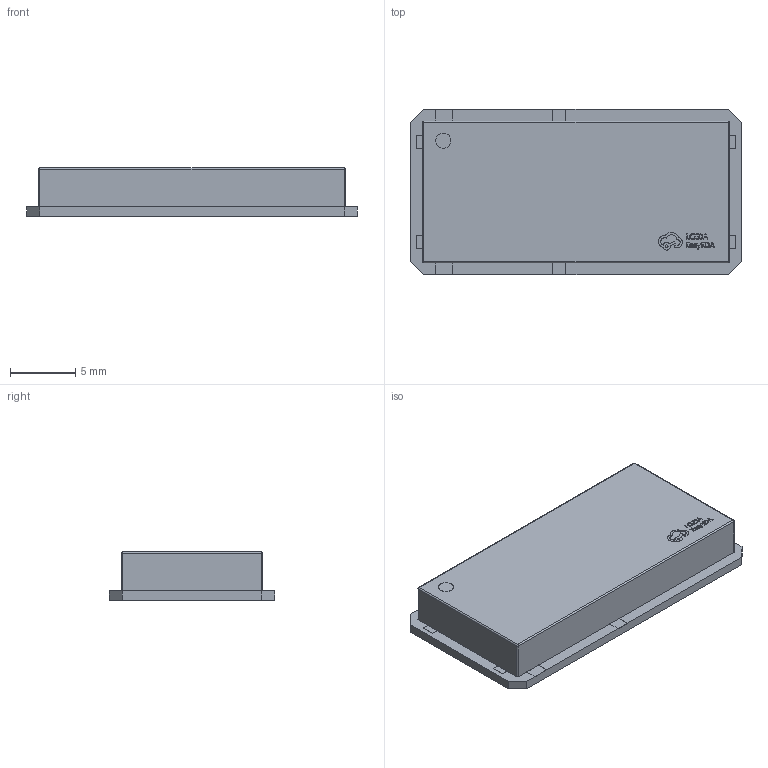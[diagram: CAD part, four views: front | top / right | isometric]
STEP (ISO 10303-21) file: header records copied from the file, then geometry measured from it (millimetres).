
FILE_DESCRIPTION (( 'STEP AP214' ), '1' );
FILE_NAME ('COMM-SMD_30P-L25.4-W12.7-P1.27_RC1180-MBUS3.STEP', '2024-05-09T00:47:05', ( 'PC' ), ( 'Microsoft' ), 'SwSTEP 2.0', 'SolidWorks 2020', '' );
FILE_SCHEMA (( 'AUTOMOTIVE_DESIGN' ));
Length unit declared in the file: millimetre
Products named in the file (1): COMM-SMD_30P-L25.4-W12.7-P1.27_RC1180-MBUS3
Bounding box: 25.4 x 12.7 x 3.72 mm (x, y, z)
Volume: 996.4 mm3; surface area: 995.6 mm2
Topology: 52 solids, 52 shells, 489 faces, 1141 edges, 754 vertices
Faces by surface type: plane 377, bspline 98, cylinder 10, sphere 4
Entity records: 20123 total; most frequent: CARTESIAN_POINT 3687, ORIENTED_EDGE 2274, DIRECTION 1741, EDGE_CURVE 1137, LINE 917, VECTOR 917, VERTEX_POINT 754, UNCERTAINTY_MEASURE_WITH_UNIT 543
